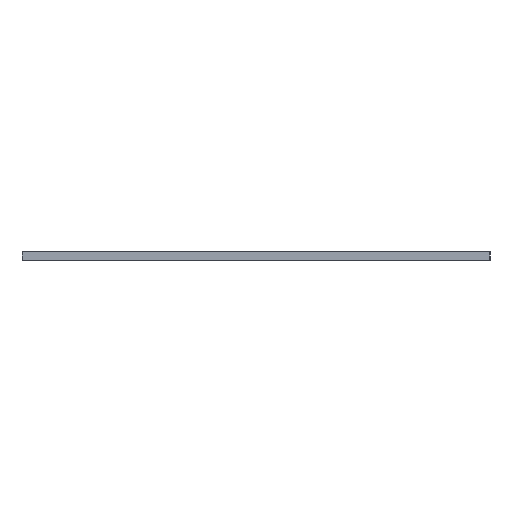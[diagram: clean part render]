
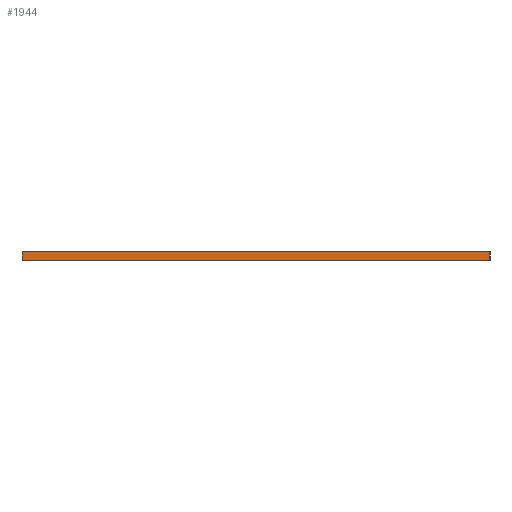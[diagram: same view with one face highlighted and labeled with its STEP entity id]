
A CAD part, left-side view. The second image highlights one B-rep face of the part: STEP entity #1944.
In plain terms, the highlighted planar face has unit normal (-1, 0, 0).
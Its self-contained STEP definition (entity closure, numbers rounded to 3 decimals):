
#105=PLANE('',#2172);
#190=FACE_OUTER_BOUND('',#315,.T.);
#315=EDGE_LOOP('',(#1657,#1658,#1659,#1660));
#476=LINE('',#3167,#632);
#498=LINE('',#3283,#654);
#499=LINE('',#3284,#655);
#500=LINE('',#3285,#656);
#632=VECTOR('',#2579,10.);
#654=VECTOR('',#2717,10.);
#655=VECTOR('',#2718,10.);
#656=VECTOR('',#2719,10.);
#927=VERTEX_POINT('',#3165);
#928=VERTEX_POINT('',#3166);
#963=VERTEX_POINT('',#3281);
#964=VERTEX_POINT('',#3282);
#1164=EDGE_CURVE('',#927,#928,#476,.T.);
#1225=EDGE_CURVE('',#963,#964,#498,.T.);
#1226=EDGE_CURVE('',#928,#964,#499,.T.);
#1227=EDGE_CURVE('',#963,#927,#500,.T.);
#1657=ORIENTED_EDGE('',*,*,#1225,.T.);
#1658=ORIENTED_EDGE('',*,*,#1226,.F.);
#1659=ORIENTED_EDGE('',*,*,#1164,.F.);
#1660=ORIENTED_EDGE('',*,*,#1227,.F.);
#1944=ADVANCED_FACE('',(#190),#105,.T.);
#2172=AXIS2_PLACEMENT_3D('',#3280,#2715,#2716);
#2579=DIRECTION('',(0.,1.,0.));
#2715=DIRECTION('center_axis',(-1.,0.,
0.));
#2716=DIRECTION('ref_axis',(0.,-1.,0.));
#2717=DIRECTION('',(0.,1.,0.));
#2718=DIRECTION('',(0.,0.,1.));
#2719=DIRECTION('',(0.,0.,-1.));
#3165=CARTESIAN_POINT('',(0.,0.313,-2.));
#3166=CARTESIAN_POINT('',(0.,227.,-2.));
#3167=CARTESIAN_POINT('',(0.,0.313,-2.));
#3280=CARTESIAN_POINT('Origin',(0.,227.,0.));
#3281=CARTESIAN_POINT('',(0.,0.313,2.));
#3282=CARTESIAN_POINT('',(0.,227.,2.));
#3283=CARTESIAN_POINT('',(0.,170.328,2.));
#3284=CARTESIAN_POINT('',(0.,227.,0.));
#3285=CARTESIAN_POINT('',(0.,0.313,0.));
